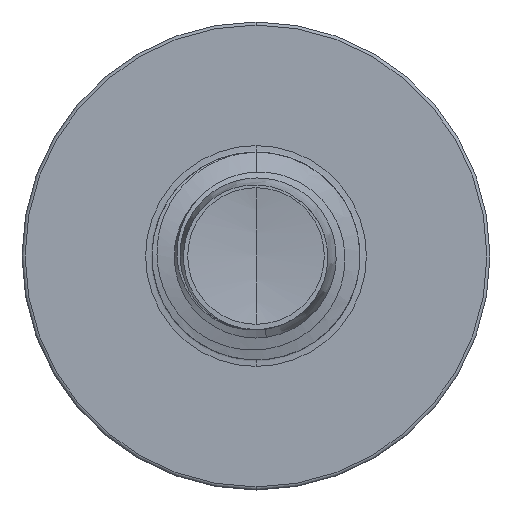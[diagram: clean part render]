
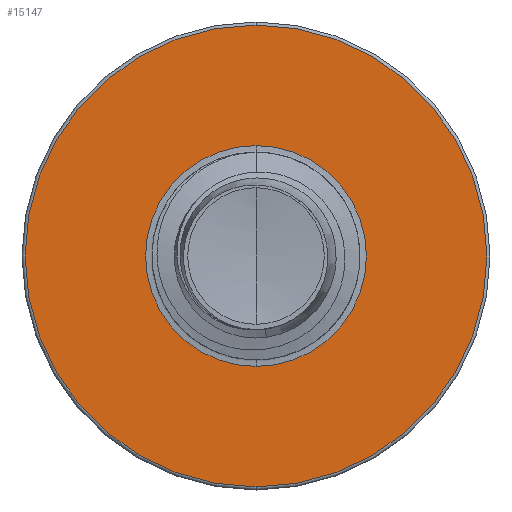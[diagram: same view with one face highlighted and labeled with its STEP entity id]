
A CAD part, front view. The second image highlights one B-rep face of the part: STEP entity #15147.
In plain terms, the highlighted planar face has unit normal (0, -1, 0).
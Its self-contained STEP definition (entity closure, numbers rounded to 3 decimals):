
#214 = VERTEX_POINT ( 'NONE', #7060 ) ;
#321 = CIRCLE ( 'NONE', #15245, 6.66 ) ;
#357 = DIRECTION ( 'NONE',  ( 0., 0., 1. ) ) ;
#509 = AXIS2_PLACEMENT_3D ( 'NONE', #4430, #18361, #6433 ) ;
#1107 = ORIENTED_EDGE ( 'NONE', *, *, #13030, .F. ) ;
#1844 = DIRECTION ( 'NONE',  ( 0., 0., 1. ) ) ;
#1877 = CARTESIAN_POINT ( 'NONE',  ( 0., 15., -3.186 ) ) ;
#2510 = CIRCLE ( 'NONE', #18416, 3.186 ) ;
#3349 = ORIENTED_EDGE ( 'NONE', *, *, #11005, .F. ) ;
#3898 = DIRECTION ( 'NONE',  ( 0., 1., 0. ) ) ;
#4430 = CARTESIAN_POINT ( 'NONE',  ( 0., 15., 0. ) ) ;
#6433 = DIRECTION ( 'NONE',  ( 0., 0., 1. ) ) ;
#6920 = AXIS2_PLACEMENT_3D ( 'NONE', #25761, #13771, #1844 ) ;
#7002 = CARTESIAN_POINT ( 'NONE',  ( 0., 15., -3.186 ) ) ;
#7060 = CARTESIAN_POINT ( 'NONE',  ( 0., 15., -6.66 ) ) ;
#7406 = ORIENTED_EDGE ( 'NONE', *, *, #12292, .T. ) ;
#7584 = DIRECTION ( 'NONE',  ( 0., 1., 0. ) ) ;
#8185 = CARTESIAN_POINT ( 'NONE',  ( 0., 15., 3.186 ) ) ;
#8444 = AXIS2_PLACEMENT_3D ( 'NONE', #1877, #3898, #17832 ) ;
#8707 = VERTEX_POINT ( 'NONE', #8185 ) ;
#10457 = VERTEX_POINT ( 'NONE', #17011 ) ;
#11005 = EDGE_CURVE ( 'NONE', #214, #10457, #12179, .T. ) ;
#11682 = VERTEX_POINT ( 'NONE', #7002 ) ;
#12179 = CIRCLE ( 'NONE', #6920, 6.66 ) ;
#12292 = EDGE_CURVE ( 'NONE', #8707, #11682, #2510, .T. ) ;
#12326 = EDGE_CURVE ( 'NONE', #11682, #8707, #23133, .T. ) ;
#12330 = DIRECTION ( 'NONE',  ( 0., 1., 0. ) ) ;
#13030 = EDGE_CURVE ( 'NONE', #10457, #214, #321, .T. ) ;
#13771 = DIRECTION ( 'NONE',  ( 0., 1., 0. ) ) ;
#15147 = ADVANCED_FACE ( 'NONE', ( #24083, #18778 ), #19515, .F. ) ;
#15245 = AXIS2_PLACEMENT_3D ( 'NONE', #19508, #7584, #21504 ) ;
#17011 = CARTESIAN_POINT ( 'NONE',  ( 0., 15., 6.66 ) ) ;
#17832 = DIRECTION ( 'NONE',  ( 0., 0., 1. ) ) ;
#18361 = DIRECTION ( 'NONE',  ( 0., 1., 0. ) ) ;
#18416 = AXIS2_PLACEMENT_3D ( 'NONE', #24316, #12330, #357 ) ;
#18778 = FACE_BOUND ( 'NONE', #25565, .T. ) ;
#19508 = CARTESIAN_POINT ( 'NONE',  ( 0., 15., 0. ) ) ;
#19515 = PLANE ( 'NONE',  #8444 ) ;
#21504 = DIRECTION ( 'NONE',  ( 0., 0., 1. ) ) ;
#23133 = CIRCLE ( 'NONE', #509, 3.186 ) ;
#24083 = FACE_OUTER_BOUND ( 'NONE', #25929, .T. ) ;
#24316 = CARTESIAN_POINT ( 'NONE',  ( 0., 15., 0. ) ) ;
#25552 = ORIENTED_EDGE ( 'NONE', *, *, #12326, .T. ) ;
#25565 = EDGE_LOOP ( 'NONE', ( #7406, #25552 ) ) ;
#25761 = CARTESIAN_POINT ( 'NONE',  ( 0., 15., 0. ) ) ;
#25929 = EDGE_LOOP ( 'NONE', ( #1107, #3349 ) ) ;
